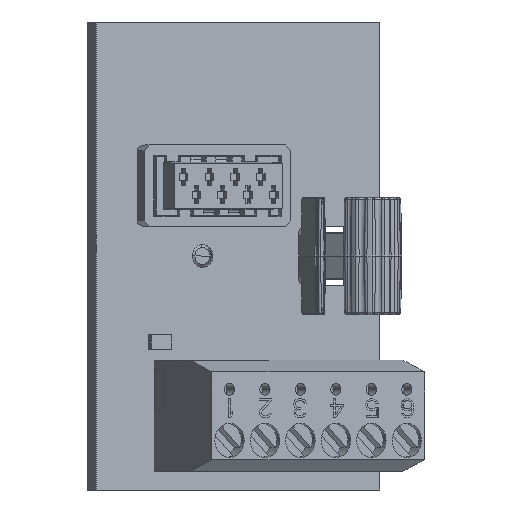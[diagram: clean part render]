
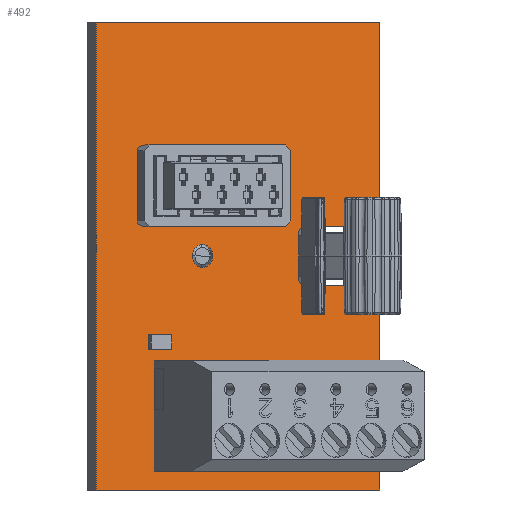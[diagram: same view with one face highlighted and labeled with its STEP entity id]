
A CAD part, front view. The second image highlights one B-rep face of the part: STEP entity #492.
In plain terms, the highlighted face is planar.
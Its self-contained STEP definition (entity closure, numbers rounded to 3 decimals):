
#40=DIRECTION('',(1.,0.,0.));
#41=VECTOR('',#40,4.);
#42=CARTESIAN_POINT('',(-2.,9.5,0.));
#43=LINE('',#42,#41);
#48=CARTESIAN_POINT('',(2.,10.,0.));
#49=DIRECTION('',(0.,0.,1.));
#50=DIRECTION('',(0.,-1.,0.));
#51=AXIS2_PLACEMENT_3D('',#48,#49,#50);
#56=DIRECTION('',(0.,1.,0.));
#57=VECTOR('',#56,7.5);
#58=CARTESIAN_POINT('',(2.5,10.,0.));
#59=LINE('',#58,#57);
#63=DIRECTION('',(1.,0.,0.));
#64=VECTOR('',#63,17.5);
#65=CARTESIAN_POINT('',(2.5,17.5,0.));
#66=LINE('',#65,#64);
#70=DIRECTION('',(0.,-1.,0.));
#71=VECTOR('',#70,28.);
#72=CARTESIAN_POINT('',(20.,17.5,0.));
#73=LINE('',#72,#71);
#77=DIRECTION('',(-1.,0.,0.));
#78=VECTOR('',#77,40.);
#79=CARTESIAN_POINT('',(20.,-10.5,0.));
#80=LINE('',#79,#78);
#84=DIRECTION('',(0.,1.,0.));
#85=VECTOR('',#84,28.);
#86=CARTESIAN_POINT('',(-20.,-10.5,0.));
#87=LINE('',#86,#85);
#91=DIRECTION('',(1.,0.,0.));
#92=VECTOR('',#91,17.5);
#93=CARTESIAN_POINT('',(-20.,17.5,0.));
#94=LINE('',#93,#92);
#98=DIRECTION('',(0.,-1.,0.));
#99=VECTOR('',#98,7.5);
#100=CARTESIAN_POINT('',(-2.5,17.5,0.));
#101=LINE('',#100,#99);
#105=CARTESIAN_POINT('',(-2.,10.,0.));
#106=DIRECTION('',(0.,0.,1.));
#107=DIRECTION('',(-1.,0.,0.));
#108=AXIS2_PLACEMENT_3D('',#105,#106,#107);
#113=CARTESIAN_POINT('',(0.,0.,0.));
#114=DIRECTION('',(0.,0.,1.));
#115=DIRECTION('',(-1.,0.,0.));
#116=AXIS2_PLACEMENT_3D('',#113,#114,#115);
#121=CARTESIAN_POINT('',(0.,0.,0.));
#122=DIRECTION('',(0.,0.,1.));
#123=DIRECTION('',(1.,0.,0.));
#124=AXIS2_PLACEMENT_3D('',#121,#122,#123);
#301=DIRECTION('',(0.,1.,0.));
#302=VECTOR('',#301,2.);
#303=CARTESIAN_POINT('',(6.725,-5.35,0.));
#304=LINE('',#303,#302);
#315=DIRECTION('',(1.,0.,0.));
#316=VECTOR('',#315,1.25);
#317=CARTESIAN_POINT('',(6.725,-3.35,0.));
#318=LINE('',#317,#316);
#329=DIRECTION('',(0.,-1.,0.));
#330=VECTOR('',#329,2.);
#331=CARTESIAN_POINT('',(7.975,-3.35,0.));
#332=LINE('',#331,#330);
#343=DIRECTION('',(-1.,0.,0.));
#344=VECTOR('',#343,1.25);
#345=CARTESIAN_POINT('',(7.975,-5.35,0.));
#346=LINE('',#345,#344);
#385=CARTESIAN_POINT('',(-2.,9.5,0.));
#386=CARTESIAN_POINT('',(2.,9.5,0.));
#387=VERTEX_POINT('',#385);
#388=VERTEX_POINT('',#386);
#389=CARTESIAN_POINT('',(2.5,10.,0.));
#390=VERTEX_POINT('',#389);
#391=CARTESIAN_POINT('',(2.5,17.5,0.));
#392=VERTEX_POINT('',#391);
#393=CARTESIAN_POINT('',(20.,17.5,0.));
#394=VERTEX_POINT('',#393);
#395=CARTESIAN_POINT('',(20.,-10.5,0.));
#396=VERTEX_POINT('',#395);
#397=CARTESIAN_POINT('',(-20.,-10.5,0.));
#398=VERTEX_POINT('',#397);
#399=CARTESIAN_POINT('',(-20.,17.5,0.));
#400=VERTEX_POINT('',#399);
#401=CARTESIAN_POINT('',(-2.5,17.5,0.));
#402=VERTEX_POINT('',#401);
#403=CARTESIAN_POINT('',(-2.5,10.,0.));
#404=VERTEX_POINT('',#403);
#405=CARTESIAN_POINT('',(-1.,0.,0.));
#406=CARTESIAN_POINT('',(1.,0.,0.));
#407=VERTEX_POINT('',#405);
#408=VERTEX_POINT('',#406);
#409=CARTESIAN_POINT('',(6.725,-5.35,0.));
#410=CARTESIAN_POINT('',(6.725,-3.35,0.));
#411=VERTEX_POINT('',#409);
#412=VERTEX_POINT('',#410);
#413=CARTESIAN_POINT('',(7.975,-5.35,0.));
#414=VERTEX_POINT('',#413);
#415=CARTESIAN_POINT('',(7.975,-3.35,0.));
#416=VERTEX_POINT('',#415);
#449=CARTESIAN_POINT('',(0.,0.,0.));
#450=DIRECTION('',(0.,0.,1.));
#451=DIRECTION('',(1.,0.,0.));
#452=AXIS2_PLACEMENT_3D('',#449,#450,#451);
#453=PLANE('',#452);
#455=ORIENTED_EDGE('',*,*,#454,.T.);
#457=ORIENTED_EDGE('',*,*,#456,.T.);
#459=ORIENTED_EDGE('',*,*,#458,.T.);
#461=ORIENTED_EDGE('',*,*,#460,.T.);
#463=ORIENTED_EDGE('',*,*,#462,.T.);
#465=ORIENTED_EDGE('',*,*,#464,.T.);
#467=ORIENTED_EDGE('',*,*,#466,.T.);
#469=ORIENTED_EDGE('',*,*,#468,.T.);
#471=ORIENTED_EDGE('',*,*,#470,.T.);
#473=ORIENTED_EDGE('',*,*,#472,.T.);
#474=EDGE_LOOP('',(#455,#457,#459,#461,#463,#465,#467,#469,#471,#473));
#475=FACE_OUTER_BOUND('',#474,.F.);
#477=ORIENTED_EDGE('',*,*,#476,.T.);
#479=ORIENTED_EDGE('',*,*,#478,.T.);
#480=EDGE_LOOP('',(#477,#479));
#481=FACE_BOUND('',#480,.F.);
#483=ORIENTED_EDGE('',*,*,#482,.F.);
#485=ORIENTED_EDGE('',*,*,#484,.F.);
#487=ORIENTED_EDGE('',*,*,#486,.F.);
#489=ORIENTED_EDGE('',*,*,#488,.F.);
#490=EDGE_LOOP('',(#483,#485,#487,#489));
#491=FACE_BOUND('',#490,.F.);
#492=ADVANCED_FACE('',(#475,#481,#491),#453,.T.);
#52=CIRCLE('',#51,0.5);
#109=CIRCLE('',#108,0.5);
#117=CIRCLE('',#116,1.);
#125=CIRCLE('',#124,1.);
#454=EDGE_CURVE('',#387,#388,#43,.T.);
#456=EDGE_CURVE('',#388,#390,#52,.T.);
#458=EDGE_CURVE('',#390,#392,#59,.T.);
#460=EDGE_CURVE('',#392,#394,#66,.T.);
#462=EDGE_CURVE('',#394,#396,#73,.T.);
#464=EDGE_CURVE('',#396,#398,#80,.T.);
#466=EDGE_CURVE('',#398,#400,#87,.T.);
#468=EDGE_CURVE('',#400,#402,#94,.T.);
#470=EDGE_CURVE('',#402,#404,#101,.T.);
#472=EDGE_CURVE('',#404,#387,#109,.T.);
#476=EDGE_CURVE('',#407,#408,#117,.T.);
#478=EDGE_CURVE('',#408,#407,#125,.T.);
#482=EDGE_CURVE('',#411,#412,#304,.T.);
#484=EDGE_CURVE('',#414,#411,#346,.T.);
#486=EDGE_CURVE('',#416,#414,#332,.T.);
#488=EDGE_CURVE('',#412,#416,#318,.T.);
